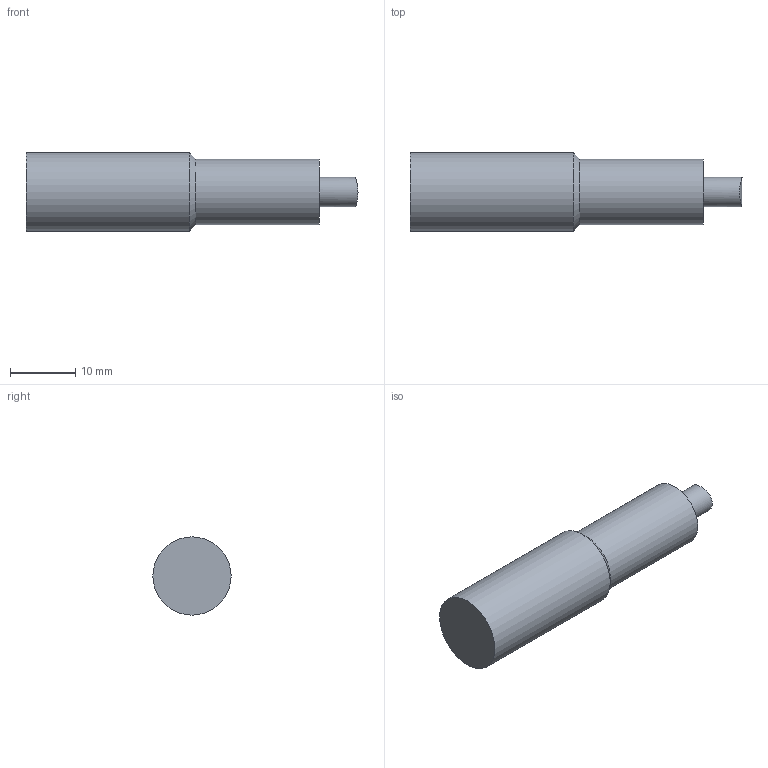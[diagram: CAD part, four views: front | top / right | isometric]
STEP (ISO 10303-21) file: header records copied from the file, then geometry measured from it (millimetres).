
FILE_DESCRIPTION(/* description */ (''),/* implementation_level */ '2;1');
FILE_NAME(/* name */ 'OE126003.stp',/* time_stamp */ '2016-10-07T10:02:35+02:00',/* author */ ('mitarbeiter'),/* organization */ (''),/* preprocessor_version */ 'ST-DEVELOPER v15.2',/* originating_system */ 'Autodesk Inventor 2014',/* authorisation */ '');
FILE_SCHEMA (('AUTOMOTIVE_DESIGN { 1 0 10303 214 3 1 1 }'));
Length unit declared in the file: millimetre
Products named in the file (3): Gehäuse_OS126001; Leitung_OS126001; OE126003
Bounding box: 50.91 x 12 x 12 mm (x, y, z)
Volume: 4507.6 mm3; surface area: 1893 mm2
Topology: 2 solids, 2 shells, 8 faces, 10 edges, 6 vertices
Faces by surface type: cylinder 4, plane 3, cone 1
Full cylindrical faces by diameter (mm): 4.5 x1, 10 x1, 12 x1
Entity records: 249 total; most frequent: CARTESIAN_POINT 59, DIRECTION 36, AXIS2_PLACEMENT_3D 18, EDGE_LOOP 12, ORIENTED_EDGE 12, FACE_OUTER_BOUND 8, ADVANCED_FACE 8, VERTEX_POINT 6
